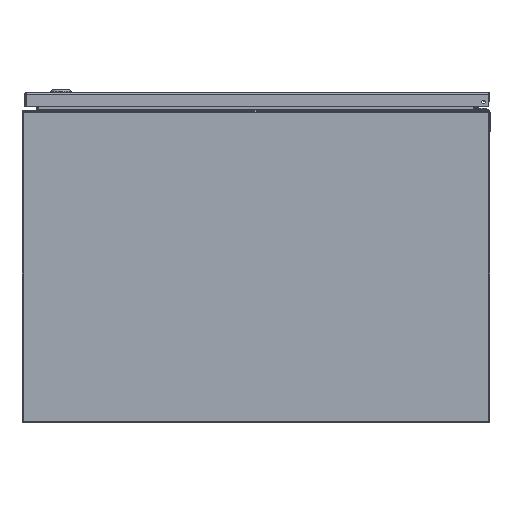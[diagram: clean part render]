
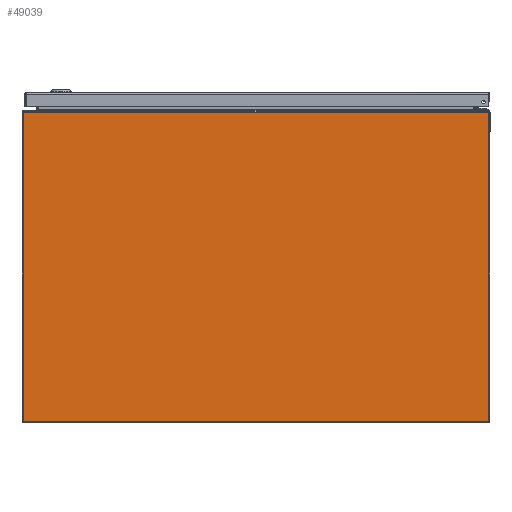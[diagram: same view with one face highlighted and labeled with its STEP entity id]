
A CAD part, left-side view. The second image highlights one B-rep face of the part: STEP entity #49039.
In plain terms, the highlighted planar face has unit normal (-1, 0, 0).
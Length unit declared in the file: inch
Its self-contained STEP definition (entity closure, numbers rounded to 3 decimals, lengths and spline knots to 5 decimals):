
#2284 = ORIENTED_EDGE ( 'NONE', *, *, #96860, .F. ) ;
#3029 = DIRECTION ( 'NONE',  ( 0., -1., 0. ) ) ;
#4506 = VERTEX_POINT ( 'NONE', #15331 ) ;
#15331 = CARTESIAN_POINT ( 'NONE',  ( -0.074, 0.074, 15.89475 ) ) ;
#16277 = DIRECTION ( 'NONE',  ( 0., 1., 0. ) ) ;
#16283 = CARTESIAN_POINT ( 'NONE',  ( -0.074, 0.074, 8. ) ) ;
#22699 = CARTESIAN_POINT ( 'NONE',  ( -0.074, 23.926, 0.074 ) ) ;
#22930 = CARTESIAN_POINT ( 'NONE',  ( -0.074, 12., 8. ) ) ;
#26054 = CARTESIAN_POINT ( 'NONE',  ( -0.074, 12., 15.89475 ) ) ;
#27021 = CARTESIAN_POINT ( 'NONE',  ( -0.074, 23.926, 15.89475 ) ) ;
#31066 = EDGE_CURVE ( 'NONE', #55934, #93900, #68806, .T. ) ;
#39959 = VECTOR ( 'NONE', #3029, 39.37008 ) ;
#45428 = VECTOR ( 'NONE', #16277, 39.37008 ) ;
#45625 = DIRECTION ( 'NONE',  ( 0., 0., 1. ) ) ;
#46054 = ORIENTED_EDGE ( 'NONE', *, *, #65602, .F. ) ;
#46571 = PLANE ( 'NONE',  #53623 ) ;
#49039 = ADVANCED_FACE ( 'NONE', ( #86183 ), #46571, .F. ) ;
#51152 = LINE ( 'NONE', #16283, #97860 ) ;
#51888 = CARTESIAN_POINT ( 'NONE',  ( -0.074, 0.074, 0.074 ) ) ;
#53247 = LINE ( 'NONE', #60744, #85206 ) ;
#53453 = DIRECTION ( 'NONE',  ( 1., 0., 0. ) ) ;
#53623 = AXIS2_PLACEMENT_3D ( 'NONE', #22930, #53453, #61362 ) ;
#55032 = CARTESIAN_POINT ( 'NONE',  ( -0.074, 12., 0.074 ) ) ;
#55934 = VERTEX_POINT ( 'NONE', #51888 ) ;
#58414 = EDGE_CURVE ( 'NONE', #93900, #63747, #53247, .T. ) ;
#60744 = CARTESIAN_POINT ( 'NONE',  ( -0.074, 23.926, 8. ) ) ;
#60852 = LINE ( 'NONE', #26054, #39959 ) ;
#61362 = DIRECTION ( 'NONE',  ( 0., 0., 1. ) ) ;
#63747 = VERTEX_POINT ( 'NONE', #27021 ) ;
#65602 = EDGE_CURVE ( 'NONE', #63747, #4506, #60852, .T. ) ;
#67250 = EDGE_LOOP ( 'NONE', ( #71474, #75350, #2284, #46054 ) ) ;
#68806 = LINE ( 'NONE', #55032, #45428 ) ;
#71474 = ORIENTED_EDGE ( 'NONE', *, *, #58414, .F. ) ;
#75350 = ORIENTED_EDGE ( 'NONE', *, *, #31066, .F. ) ;
#85206 = VECTOR ( 'NONE', #45625, 39.37008 ) ;
#86183 = FACE_OUTER_BOUND ( 'NONE', #67250, .T. ) ;
#93900 = VERTEX_POINT ( 'NONE', #22699 ) ;
#94529 = DIRECTION ( 'NONE',  ( 0., 0., -1. ) ) ;
#96860 = EDGE_CURVE ( 'NONE', #4506, #55934, #51152, .T. ) ;
#97860 = VECTOR ( 'NONE', #94529, 39.37008 ) ;
